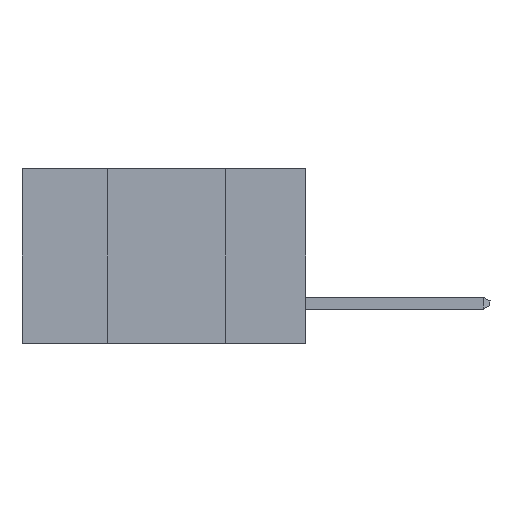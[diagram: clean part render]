
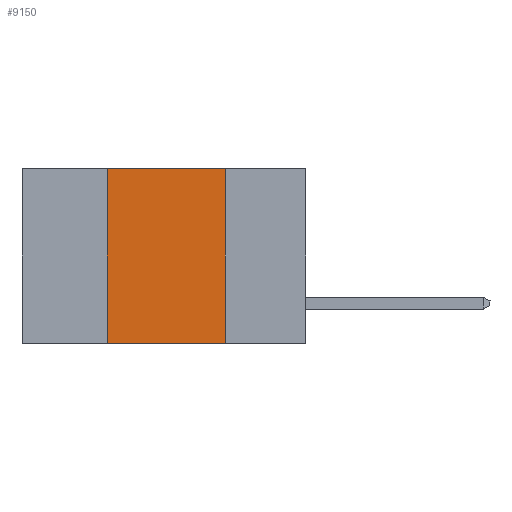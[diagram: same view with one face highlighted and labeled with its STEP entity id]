
A CAD part, left-side view. The second image highlights one B-rep face of the part: STEP entity #9150.
In plain terms, the highlighted planar face has unit normal (-1, 0, 0).
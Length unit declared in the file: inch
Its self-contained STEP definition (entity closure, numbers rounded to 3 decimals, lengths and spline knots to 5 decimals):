
#374 = CARTESIAN_POINT ( 'NONE',  ( 0., 0.6, 0. ) ) ;
#484 = FACE_OUTER_BOUND ( 'NONE', #12285, .T. ) ;
#2086 = CARTESIAN_POINT ( 'NONE',  ( 0., 0.17, 0. ) ) ;
#2301 = ORIENTED_EDGE ( 'NONE', *, *, #12055, .T. ) ;
#2507 = DIRECTION ( 'NONE',  ( 1., 0., 0. ) ) ;
#3003 = DIRECTION ( 'NONE',  ( 0., -1., 0. ) ) ;
#3100 = CARTESIAN_POINT ( 'NONE',  ( 0., 0.6, -0.37 ) ) ;
#3615 = LINE ( 'NONE', #3100, #7961 ) ;
#4454 = LINE ( 'NONE', #2086, #25817 ) ;
#4998 = VERTEX_POINT ( 'NONE', #10098 ) ;
#5302 = ORIENTED_EDGE ( 'NONE', *, *, #21851, .F. ) ;
#7451 = EDGE_CURVE ( 'NONE', #10561, #24841, #14323, .T. ) ;
#7961 = VECTOR ( 'NONE', #3003, 39.37008 ) ;
#8253 = DIRECTION ( 'NONE',  ( 0., 0., -1. ) ) ;
#8636 = ORIENTED_EDGE ( 'NONE', *, *, #16721, .F. ) ;
#8986 = VERTEX_POINT ( 'NONE', #21411 ) ;
#9150 = ADVANCED_FACE ( 'NONE', ( #484 ), #25945, .F. ) ;
#9739 = CARTESIAN_POINT ( 'NONE',  ( 0., 0.42, 0. ) ) ;
#10098 = CARTESIAN_POINT ( 'NONE',  ( 0., 0.42, -0.37 ) ) ;
#10561 = VERTEX_POINT ( 'NONE', #24718 ) ;
#11098 = DIRECTION ( 'NONE',  ( 0., -1., 0. ) ) ;
#11117 = DIRECTION ( 'NONE',  ( 0., 0., -1. ) ) ;
#12055 = EDGE_CURVE ( 'NONE', #4998, #8986, #3615, .T. ) ;
#12285 = EDGE_LOOP ( 'NONE', ( #5302, #19906, #8636, #2301 ) ) ;
#14323 = LINE ( 'NONE', #26399, #17683 ) ;
#16721 = EDGE_CURVE ( 'NONE', #4998, #10561, #27467, .T. ) ;
#17683 = VECTOR ( 'NONE', #11098, 39.37008 ) ;
#19428 = VECTOR ( 'NONE', #26442, 39.37008 ) ;
#19906 = ORIENTED_EDGE ( 'NONE', *, *, #7451, .F. ) ;
#21411 = CARTESIAN_POINT ( 'NONE',  ( 0., 0.17, -0.37 ) ) ;
#21851 = EDGE_CURVE ( 'NONE', #24841, #8986, #4454, .T. ) ;
#22515 = AXIS2_PLACEMENT_3D ( 'NONE', #374, #2507, #11117 ) ;
#24272 = CARTESIAN_POINT ( 'NONE',  ( 0., 0.17, 0. ) ) ;
#24718 = CARTESIAN_POINT ( 'NONE',  ( 0., 0.42, 0. ) ) ;
#24841 = VERTEX_POINT ( 'NONE', #24272 ) ;
#25817 = VECTOR ( 'NONE', #8253, 39.37008 ) ;
#25945 = PLANE ( 'NONE',  #22515 ) ;
#26399 = CARTESIAN_POINT ( 'NONE',  ( 0., 0.6, 0. ) ) ;
#26442 = DIRECTION ( 'NONE',  ( 0., 0., 1. ) ) ;
#27467 = LINE ( 'NONE', #9739, #19428 ) ;
